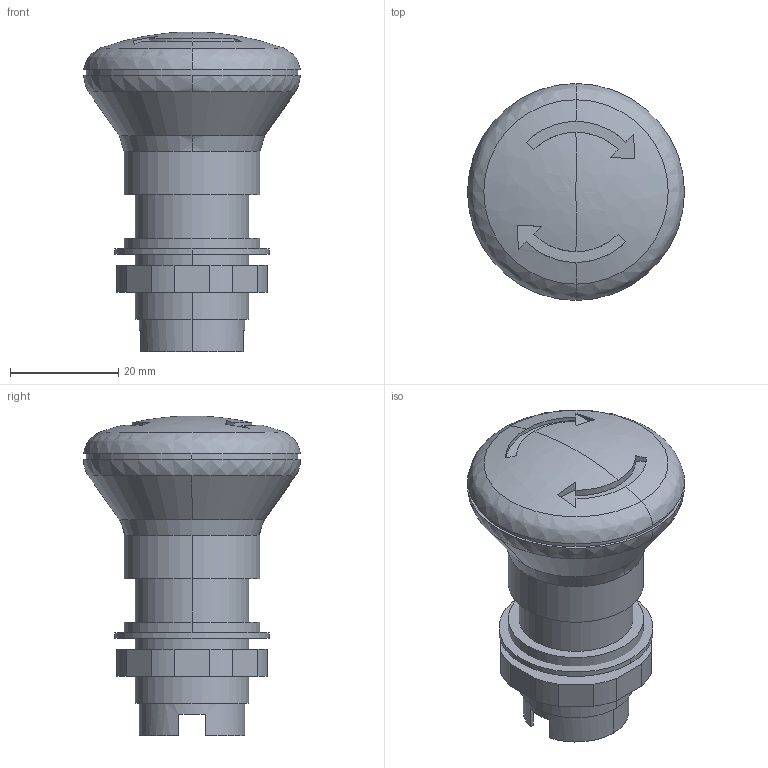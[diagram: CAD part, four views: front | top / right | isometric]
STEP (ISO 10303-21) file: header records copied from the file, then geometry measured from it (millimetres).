
FILE_DESCRIPTION((''),'2;1');
FILE_NAME('3d_LPCBL6645.stp','2012-10-03T10:53:34',(''),(''),'Mechanical Desktop 2011','Mechanical Desktop 2011',', , ');
FILE_SCHEMA(('CONFIG_CONTROL_DESIGN'));
Length unit declared in the file: millimetre
Products named in the file (1): Product
Bounding box: 40 x 40 x 59 mm (x, y, z)
Volume: 34114.7 mm3; surface area: 10436.4 mm2
Topology: 4 solids, 4 shells, 78 faces, 201 edges, 134 vertices
Faces by surface type: bspline 39, plane 21, cylinder 18
Entity records: 3051 total; most frequent: CARTESIAN_POINT 1133, ORIENTED_EDGE 398, DIRECTION 356, EDGE_CURVE 199, VERTEX_POINT 134, AXIS2_PLACEMENT_3D 133, CIRCLE 93, VECTOR 90
